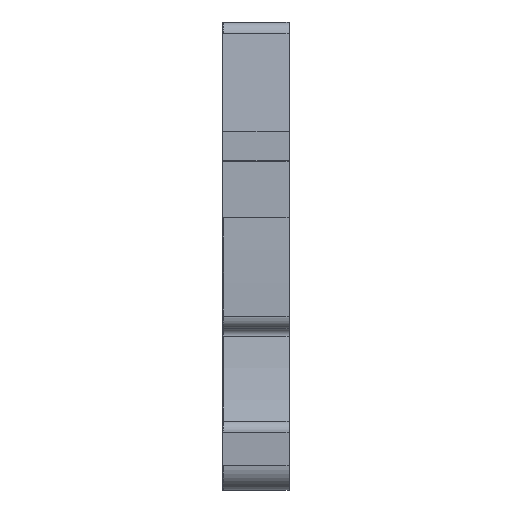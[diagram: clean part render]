
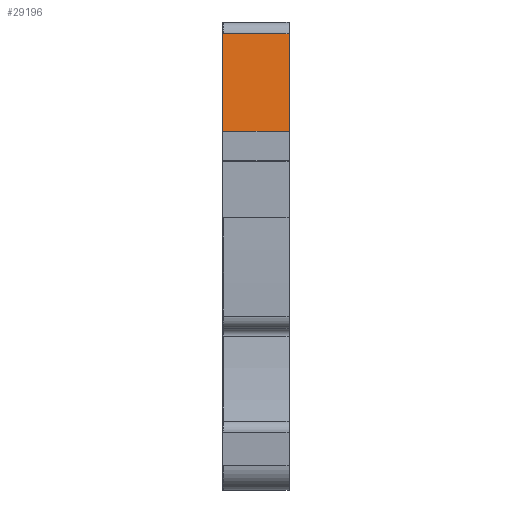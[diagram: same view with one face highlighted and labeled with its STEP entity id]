
A CAD part, front view. The second image highlights one B-rep face of the part: STEP entity #29196.
In plain terms, the highlighted planar face has unit normal (0, -0.996, 0.087).
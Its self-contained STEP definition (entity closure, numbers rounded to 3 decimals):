
#29187=AXIS2_PLACEMENT_3D('Plane Axis2P3D',#29184,#29185,#29186) ;
#4689=CARTESIAN_POINT('Vertex',(5.1,2.594,35.237)) ;
#4692=CARTESIAN_POINT('Line Origine',(5.1,2.265,31.469)) ;
#4696=CARTESIAN_POINT('Vertex',(5.1,1.935,27.7)) ;
#11613=CARTESIAN_POINT('Line Origine',(2.55,2.594,35.237)) ;
#11617=CARTESIAN_POINT('Vertex',(0.05,2.594,35.237)) ;
#27783=CARTESIAN_POINT('Vertex',(0.,2.594,35.237)) ;
#27786=CARTESIAN_POINT('Line Origine',(-0.585,2.594,35.237)) ;
#28645=CARTESIAN_POINT('Vertex',(0.,1.935,27.7)) ;
#28648=CARTESIAN_POINT('Line Origine',(0.,2.265,31.469)) ;
#29172=CARTESIAN_POINT('Line Origine',(2.55,1.935,27.7)) ;
#29184=CARTESIAN_POINT('Axis2P3D Location',(2.8,1.935,27.7)) ;
#4693=DIRECTION('Vector Direction',(0.,0.087,0.996)) ;
#11614=DIRECTION('Vector Direction',(1.,0.,0.)) ;
#27787=DIRECTION('Vector Direction',(-1.,0.,0.)) ;
#28649=DIRECTION('Vector Direction',(0.,0.087,0.996)) ;
#29173=DIRECTION('Vector Direction',(-1.,0.,0.)) ;
#29185=DIRECTION('Axis2P3D Direction',(0.,-0.996,0.087)) ;
#29186=DIRECTION('Axis2P3D XDirection',(0.,0.087,0.996)) ;
#4694=VECTOR('Line Direction',#4693,1.) ;
#11615=VECTOR('Line Direction',#11614,1.) ;
#27788=VECTOR('Line Direction',#27787,1.) ;
#28650=VECTOR('Line Direction',#28649,1.) ;
#29174=VECTOR('Line Direction',#29173,1.) ;
#29190=ORIENTED_EDGE('',*,*,#29176,.F.) ;
#29191=ORIENTED_EDGE('',*,*,#4698,.T.) ;
#29192=ORIENTED_EDGE('',*,*,#11619,.T.) ;
#29193=ORIENTED_EDGE('',*,*,#27790,.T.) ;
#29194=ORIENTED_EDGE('',*,*,#28652,.F.) ;
#29196=ADVANCED_FACE('77305_MLD_APGTB_2-5_FT_4C-4',(#29195),#29188,.T.) ;
#4698=EDGE_CURVE('',#4697,#4690,#4695,.T.) ;
#11619=EDGE_CURVE('',#4690,#11618,#11616,.F.) ;
#27790=EDGE_CURVE('',#11618,#27784,#27789,.T.) ;
#28652=EDGE_CURVE('',#28646,#27784,#28651,.T.) ;
#29176=EDGE_CURVE('',#4697,#28646,#29175,.T.) ;
#29189=EDGE_LOOP('',(#29190,#29191,#29192,#29193,#29194)) ;
#29195=FACE_OUTER_BOUND('',#29189,.T.) ;
#4695=LINE('Line',#4692,#4694) ;
#11616=LINE('Line',#11613,#11615) ;
#27789=LINE('Line',#27786,#27788) ;
#28651=LINE('Line',#28648,#28650) ;
#29175=LINE('Line',#29172,#29174) ;
#29188=PLANE('',#29187) ;
#4690=VERTEX_POINT('',#4689) ;
#4697=VERTEX_POINT('',#4696) ;
#11618=VERTEX_POINT('',#11617) ;
#27784=VERTEX_POINT('',#27783) ;
#28646=VERTEX_POINT('',#28645) ;
